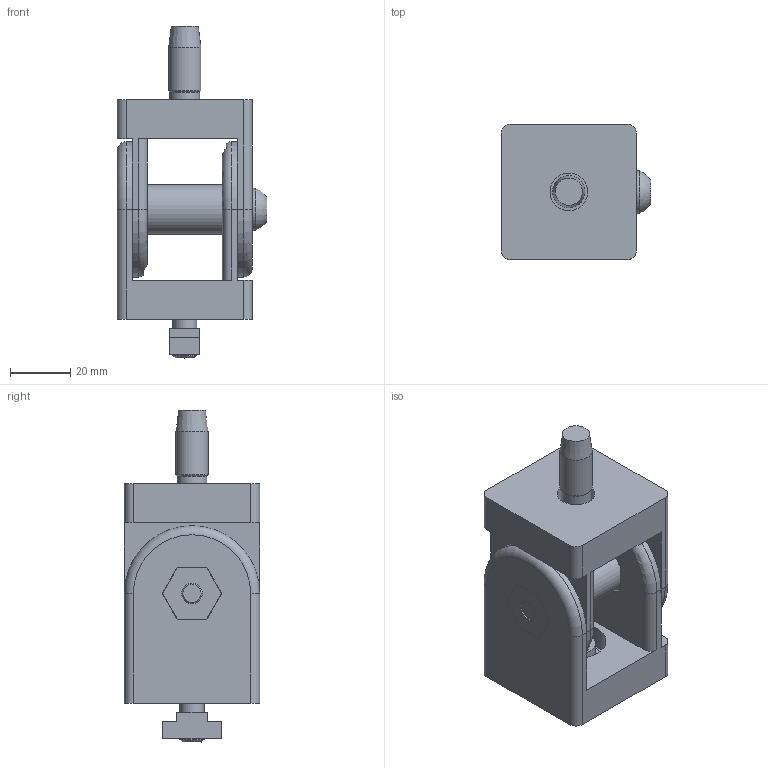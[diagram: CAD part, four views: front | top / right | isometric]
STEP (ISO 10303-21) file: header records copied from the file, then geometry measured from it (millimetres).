
FILE_DESCRIPTION(/* description */ ('JOINT 45X45 SUPPORT'),/* implementation_level */ '2;1');
FILE_NAME(/* name */ '3842543404.stp',/* time_stamp */ '2026-03-17T09:37:29+01:00',/* author */ ('andreas.svensson'),/* organization */ (''),/* preprocessor_version */ 'ST-DEVELOPER v20.1',/* originating_system */ 'Autodesk Inventor 2026',/* authorisation */ '');
FILE_SCHEMA (('AUTOMOTIVE_DESIGN { 1 0 10303 214 3 1 1 }'));
Length unit declared in the file: millimetre
Products named in the file (1): 3842543404
Bounding box: 49.88 x 45 x 110.4 mm (x, y, z)
Volume: 93868.4 mm3; surface area: 30616.2 mm2
Topology: 2 solids, 2 shells, 152 faces, 339 edges, 219 vertices
Faces by surface type: plane 99, cylinder 43, cone 5, torus 4, sphere 1
Full cylindrical faces by diameter (mm): 6.8 x1, 8 x3, 8.2 x1, 8.4 x1, 8.5 x3, 9.9 x1, 10.7 x1, 12.5 x2, 12.8 x2, 13 x5, 14 x1, 16 x1, 16.5 x2, 19.6 x1, 20 x2
Entity records: 4281 total; most frequent: DIRECTION 744, CARTESIAN_POINT 739, ORIENTED_EDGE 678, EDGE_CURVE 339, AXIS2_PLACEMENT_3D 256, LINE 232, VECTOR 232, VERTEX_POINT 219
